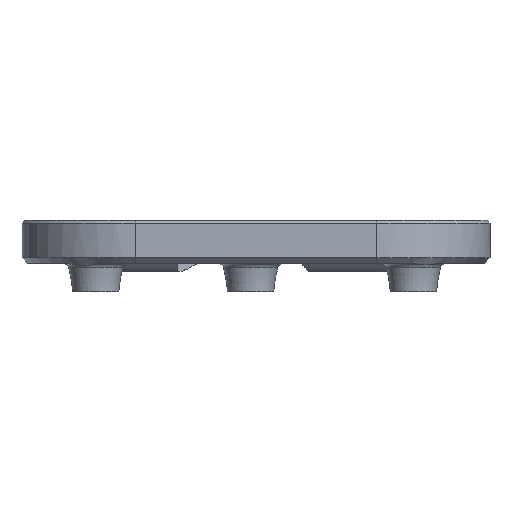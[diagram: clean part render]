
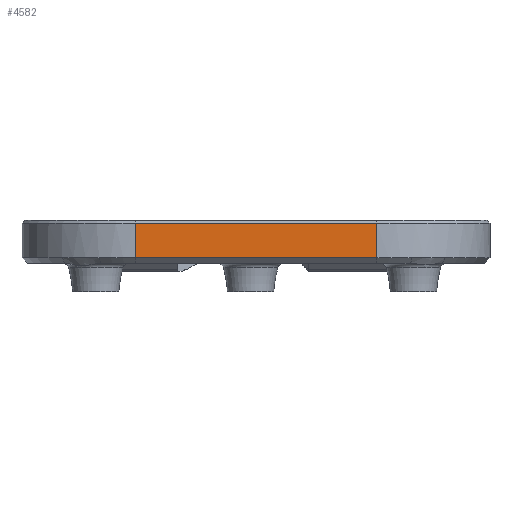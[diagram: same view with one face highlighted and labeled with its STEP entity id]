
A CAD part, front view. The second image highlights one B-rep face of the part: STEP entity #4582.
In plain terms, the highlighted planar face has unit normal (0, -1, 0).
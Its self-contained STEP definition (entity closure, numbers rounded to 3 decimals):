
#440=FACE_OUTER_BOUND('',#738,.T.);
#738=EDGE_LOOP('',(#3630,#3631,#3632,#3633));
#1221=LINE('',#7330,#1701);
#1260=LINE('',#7540,#1740);
#1261=LINE('',#7558,#1741);
#1262=LINE('',#7559,#1742);
#1701=VECTOR('',#5763,10.);
#1740=VECTOR('',#5898,10.);
#1741=VECTOR('',#5909,10.);
#1742=VECTOR('',#5910,10.);
#2202=VERTEX_POINT('',#7324);
#2203=VERTEX_POINT('',#7328);
#2234=VERTEX_POINT('',#7539);
#2239=VERTEX_POINT('',#7557);
#2690=EDGE_CURVE('',#2202,#2203,#1221,.T.);
#2750=EDGE_CURVE('',#2203,#2234,#1260,.T.);
#2756=EDGE_CURVE('',#2239,#2202,#1261,.T.);
#2757=EDGE_CURVE('',#2234,#2239,#1262,.T.);
#3630=ORIENTED_EDGE('',*,*,#2690,.F.);
#3631=ORIENTED_EDGE('',*,*,#2756,.F.);
#3632=ORIENTED_EDGE('',*,*,#2757,.F.);
#3633=ORIENTED_EDGE('',*,*,#2750,.F.);
#4400=PLANE('',#4952);
#4582=ADVANCED_FACE('',(#440),#4400,.F.);
#4952=AXIS2_PLACEMENT_3D('',#7556,#5907,#5908);
#5763=DIRECTION('',(1.,0.,0.));
#5898=DIRECTION('',(0.,0.,-1.));
#5907=DIRECTION('center_axis',(0.,1.,0.));
#5908=DIRECTION('ref_axis',(0.,0.,1.));
#5909=DIRECTION('',(0.,0.,1.));
#5910=DIRECTION('',(-1.,0.,0.));
#7324=CARTESIAN_POINT('',(79.5,-39.199,-151.1));
#7328=CARTESIAN_POINT('',(122.,-39.199,-151.1));
#7330=CARTESIAN_POINT('',(114.981,-39.199,-151.1));
#7539=CARTESIAN_POINT('',(122.,-39.199,-157.2));
#7540=CARTESIAN_POINT('',(122.,-39.199,-145.8));
#7556=CARTESIAN_POINT('Origin',(153.,-39.199,-145.8));
#7557=CARTESIAN_POINT('',(79.5,-39.199,-157.2));
#7558=CARTESIAN_POINT('',(79.5,-39.199,-145.8));
#7559=CARTESIAN_POINT('',(99.981,-39.199,-157.2));
